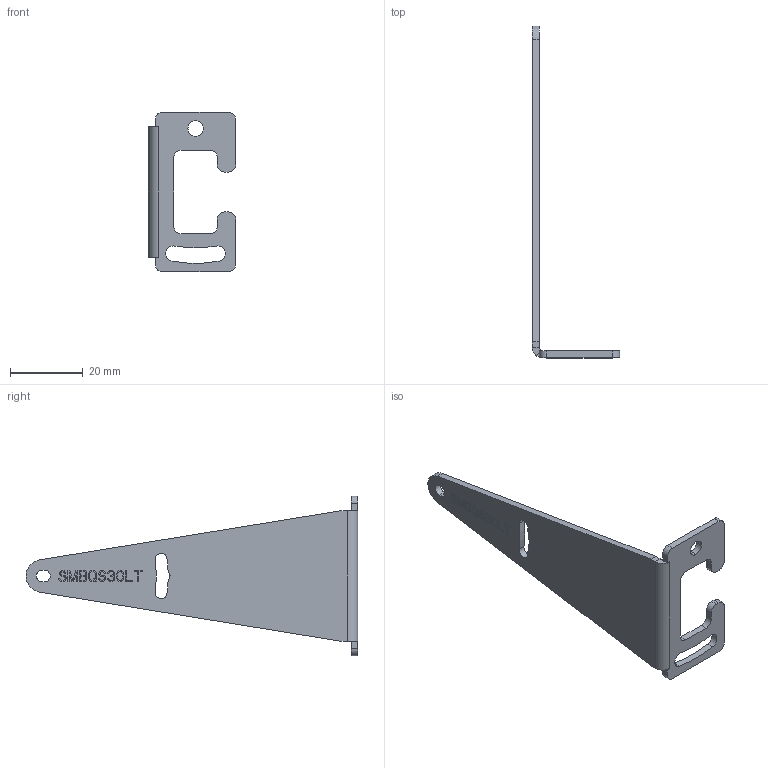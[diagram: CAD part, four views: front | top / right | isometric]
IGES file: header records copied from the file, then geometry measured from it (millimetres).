
Start section:  PTC IGES file: 141855.igs
Global section: file name: 141855.igs; native system: Pro/ENGINEER by Parametric Technology Corporation; preprocessor: 2006170; author: banengservice; organization: Unknown; date: 20080815.123526; units: inch
Bounding box: 24 x 91.38 x 44 mm (x, y, z)
Volume: 4804.2 mm3; surface area: 5885.8 mm2
Topology: 1 solids, 1 shells, 395 faces, 1132 edges, 752 vertices
Faces by surface type: bspline 366, revolution 29
